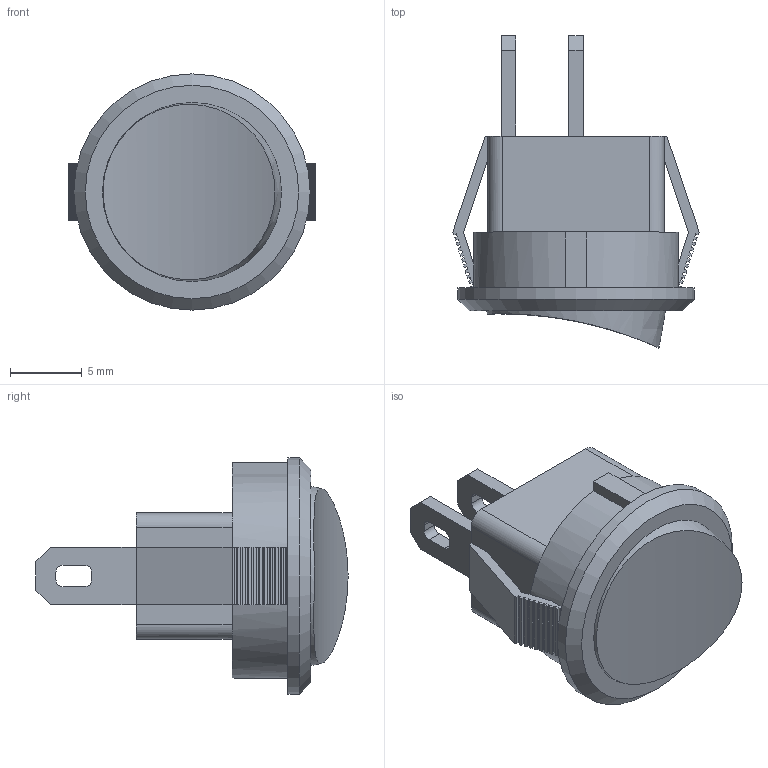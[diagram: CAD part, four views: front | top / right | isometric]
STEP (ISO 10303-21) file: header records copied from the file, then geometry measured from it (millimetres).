
FILE_DESCRIPTION(('STEP AP203'), '1');
FILE_NAME('Êíîïî÷íûé ïåðåêëþ÷àòåëü KCD1-108-R', '', ('UNSPECIFIED'), ('UNSPECIFIED'), 'C3D Converter', 'C3D Toolkit', '');
FILE_SCHEMA(('CONFIG_CONTROL_DESIGN'));
Length unit declared in the file: millimetre
Bounding box: 17.2 x 21.8 x 16.5 mm (x, y, z)
Volume: 1883.2 mm3; surface area: 1319.3 mm2
Topology: 1 solids, 1 shells, 151 faces, 436 edges, 287 vertices
Faces by surface type: plane 134, cylinder 15, cone 2
Full cylindrical faces by diameter (mm): 16.5 x1
Entity records: 6169 total; most frequent: CARTESIAN_POINT 933, ORIENTED_EDGE 858, DIRECTION 778, EDGE_CURVE 429, LINE 382, VECTOR 382, VERTEX_POINT 285, AXIS2_PLACEMENT_3D 198
